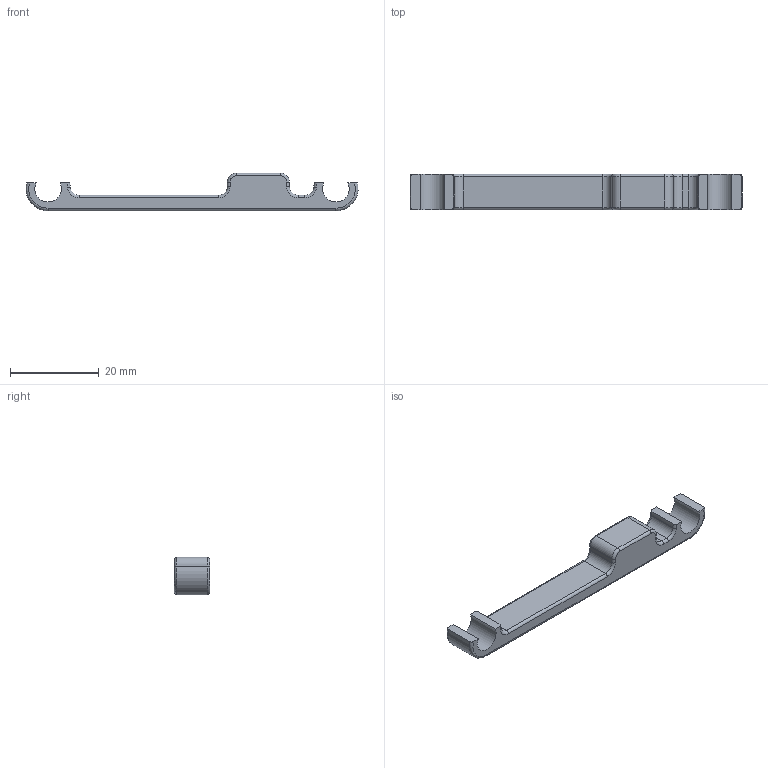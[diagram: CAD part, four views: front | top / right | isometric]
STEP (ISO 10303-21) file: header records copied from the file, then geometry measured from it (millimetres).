
FILE_DESCRIPTION(('FreeCAD Model'),'2;1');
FILE_NAME('Open CASCADE Shape Model','2024-05-12T18:53:54',(''),(''), 'Open CASCADE STEP processor 7.6','FreeCAD','Unknown');
FILE_SCHEMA(('AUTOMOTIVE_DESIGN { 1 0 10303 214 1 1 1 1 }'));
Length unit declared in the file: millimetre
Products named in the file (1): endstop_adj
Bounding box: 74.98 x 8 x 8.5 mm (x, y, z)
Volume: 2663 mm3; surface area: 2046.8 mm2
Topology: 1 solids, 1 shells, 56 faces, 134 edges, 80 vertices
Faces by surface type: cylinder 24, torus 20, plane 12
Entity records: 4093 total; most frequent: CARTESIAN_POINT 1058, DIRECTION 489, ORIENTED_EDGE 268, PCURVE 268, DEFINITIONAL_REPRESENTATION 268, LINE 219, VECTOR 219, EDGE_CURVE 134
